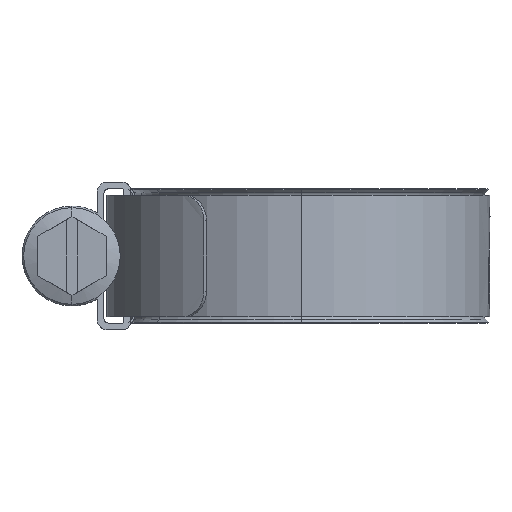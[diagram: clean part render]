
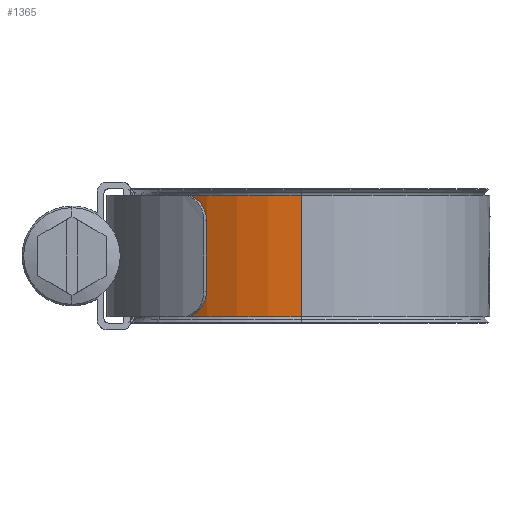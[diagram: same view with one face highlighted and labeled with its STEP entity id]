
A CAD part, left-side view. The second image highlights one B-rep face of the part: STEP entity #1365.
In plain terms, the highlighted cylindrical face has radius 22.1 mm (diameter 44.2 mm), a partial arc.
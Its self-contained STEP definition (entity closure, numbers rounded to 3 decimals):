
#346 = LINE ( 'NONE', #2578, #2821 ) ;
#369 = AXIS2_PLACEMENT_3D ( 'NONE', #1920, #10303, #8146 ) ;
#468 = EDGE_CURVE ( 'NONE', #9008, #1873, #6852, .T. ) ;
#1002 = ORIENTED_EDGE ( 'NONE', *, *, #3268, .T. ) ;
#1365 = ADVANCED_FACE ( 'NONE', ( #10879 ), #6915, .T. ) ;
#1637 = DIRECTION ( 'NONE',  ( 1., 0., 0. ) ) ;
#1873 = VERTEX_POINT ( 'NONE', #12364 ) ;
#1920 = CARTESIAN_POINT ( 'NONE',  ( 0., 0., 7.135 ) ) ;
#2578 = CARTESIAN_POINT ( 'NONE',  ( 0., 22.1, 7.135 ) ) ;
#2821 = VECTOR ( 'NONE', #5596, 1000. ) ;
#2893 = DIRECTION ( 'NONE',  ( 0., 0., -1. ) ) ;
#3018 = DIRECTION ( 'NONE',  ( 0., 0., 1. ) ) ;
#3268 = EDGE_CURVE ( 'NONE', #12203, #10315, #11351, .T. ) ;
#3498 = CARTESIAN_POINT ( 'NONE',  ( 0., 22.1, 7.135 ) ) ;
#3769 = CARTESIAN_POINT ( 'NONE',  ( -22.1, 0., -7.135 ) ) ;
#3820 = ORIENTED_EDGE ( 'NONE', *, *, #12869, .T. ) ;
#3891 = ORIENTED_EDGE ( 'NONE', *, *, #468, .F. ) ;
#3975 = AXIS2_PLACEMENT_3D ( 'NONE', #11087, #12110, #8876 ) ;
#4018 = EDGE_CURVE ( 'NONE', #1873, #10315, #8277, .T. ) ;
#5357 = AXIS2_PLACEMENT_3D ( 'NONE', #11506, #3018, #1637 ) ;
#5596 = DIRECTION ( 'NONE',  ( 0., 0., -1. ) ) ;
#6852 = CIRCLE ( 'NONE', #369, 22.1 ) ;
#6915 = CYLINDRICAL_SURFACE ( 'NONE', #3975, 22.1 ) ;
#7357 = ORIENTED_EDGE ( 'NONE', *, *, #4018, .F. ) ;
#8146 = DIRECTION ( 'NONE',  ( 1., 0., 0. ) ) ;
#8277 = LINE ( 'NONE', #12506, #11588 ) ;
#8876 = DIRECTION ( 'NONE',  ( -1., 0., 0. ) ) ;
#9008 = VERTEX_POINT ( 'NONE', #3498 ) ;
#10303 = DIRECTION ( 'NONE',  ( 0., 0., 1. ) ) ;
#10315 = VERTEX_POINT ( 'NONE', #3769 ) ;
#10879 = FACE_OUTER_BOUND ( 'NONE', #13290, .T. ) ;
#11087 = CARTESIAN_POINT ( 'NONE',  ( 0., 0., 7.135 ) ) ;
#11351 = CIRCLE ( 'NONE', #5357, 22.1 ) ;
#11506 = CARTESIAN_POINT ( 'NONE',  ( 0., 0., -7.135 ) ) ;
#11588 = VECTOR ( 'NONE', #2893, 1000. ) ;
#12110 = DIRECTION ( 'NONE',  ( 0., 0., -1. ) ) ;
#12203 = VERTEX_POINT ( 'NONE', #13494 ) ;
#12364 = CARTESIAN_POINT ( 'NONE',  ( -22.1, 0., 7.135 ) ) ;
#12506 = CARTESIAN_POINT ( 'NONE',  ( -22.1, 0., 7.135 ) ) ;
#12869 = EDGE_CURVE ( 'NONE', #9008, #12203, #346, .T. ) ;
#13290 = EDGE_LOOP ( 'NONE', ( #7357, #3891, #3820, #1002 ) ) ;
#13494 = CARTESIAN_POINT ( 'NONE',  ( 0., 22.1, -7.135 ) ) ;
